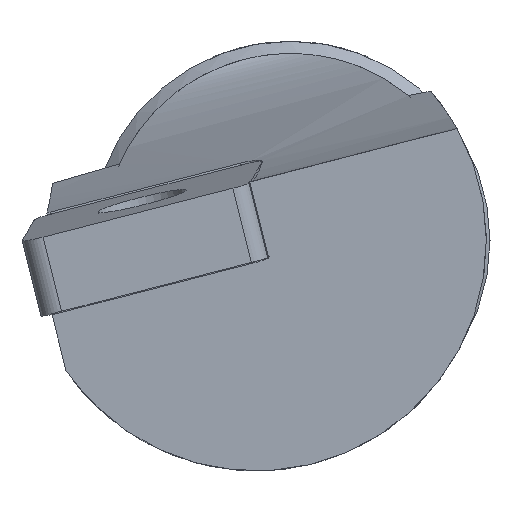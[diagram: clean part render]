
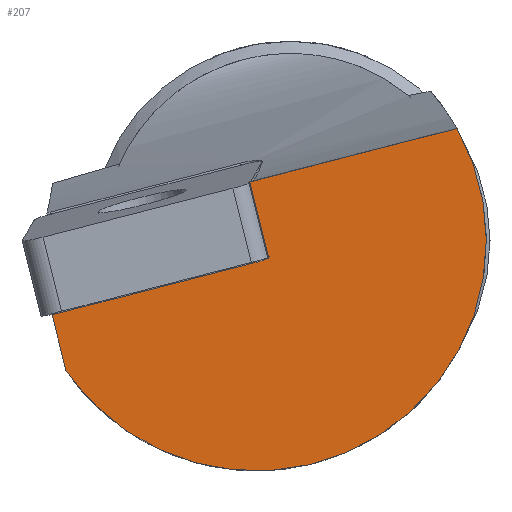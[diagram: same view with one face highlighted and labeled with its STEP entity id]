
A CAD part, front view. The second image highlights one B-rep face of the part: STEP entity #207.
In plain terms, the highlighted planar face has unit normal (0.106, -0.992, -0.063).
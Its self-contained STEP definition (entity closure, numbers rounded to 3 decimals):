
#50=ELLIPSE('',#647,9.472,9.4);
#83=PLANE('',#651);
#105=FACE_OUTER_BOUND('',#285,.T.);
#137=LINE('',#1012,#174);
#138=LINE('',#1031,#175);
#139=LINE('',#1033,#176);
#140=LINE('',#1035,#177);
#174=VECTOR('',#762,1.);
#175=VECTOR('',#763,1.);
#176=VECTOR('',#764,1.);
#177=VECTOR('',#765,1.);
#207=ADVANCED_FACE('',(#105),#83,.T.);
#285=EDGE_LOOP('',(#386,#387,#388,#389,#390));
#386=ORIENTED_EDGE('',*,*,#555,.F.);
#387=ORIENTED_EDGE('',*,*,#565,.F.);
#388=ORIENTED_EDGE('',*,*,#566,.F.);
#389=ORIENTED_EDGE('',*,*,#567,.F.);
#390=ORIENTED_EDGE('',*,*,#568,.F.);
#489=VERTEX_POINT('',#919);
#492=VERTEX_POINT('',#940);
#501=VERTEX_POINT('',#1011);
#502=VERTEX_POINT('',#1032);
#503=VERTEX_POINT('',#1034);
#555=EDGE_CURVE('',#492,#489,#50,.T.);
#565=EDGE_CURVE('',#501,#492,#137,.T.);
#566=EDGE_CURVE('',#502,#501,#138,.T.);
#567=EDGE_CURVE('',#503,#502,#139,.T.);
#568=EDGE_CURVE('',#489,#503,#140,.T.);
#647=AXIS2_PLACEMENT_3D('',#941,#753,#754);
#651=AXIS2_PLACEMENT_3D('',#1036,#766,#767);
#753=DIRECTION('',(-0.106,0.992,0.063));
#754=DIRECTION('',(-0.852,-0.123,0.51));
#762=DIRECTION('',(0.965,0.087,0.248));
#763=DIRECTION('',(-0.241,-0.087,0.967));
#764=DIRECTION('',(0.965,0.087,0.248));
#765=DIRECTION('',(-0.241,-0.087,0.967));
#766=DIRECTION('',(0.106,-0.992,-0.063));
#767=DIRECTION('',(-0.965,-0.087,-0.248));
#919=CARTESIAN_POINT('',(-9.172,-149.044,-5.287));
#940=CARTESIAN_POINT('',(6.804,-147.973,4.589));
#941=CARTESIAN_POINT('',(-1.4,-148.553,0.));
#1011=CARTESIAN_POINT('',(-1.703,-148.738,2.399));
#1012=CARTESIAN_POINT('',(-1.703,-148.738,2.399));
#1031=CARTESIAN_POINT('',(-0.928,-148.458,-0.711));
#1032=CARTESIAN_POINT('',(-0.928,-148.458,-0.711));
#1033=CARTESIAN_POINT('',(-9.747,-149.252,-2.982));
#1034=CARTESIAN_POINT('',(-9.747,-149.252,-2.982));
#1035=CARTESIAN_POINT('',(-9.172,-149.044,-5.287));
#1036=CARTESIAN_POINT('',(-10.513,-149.529,0.092));
